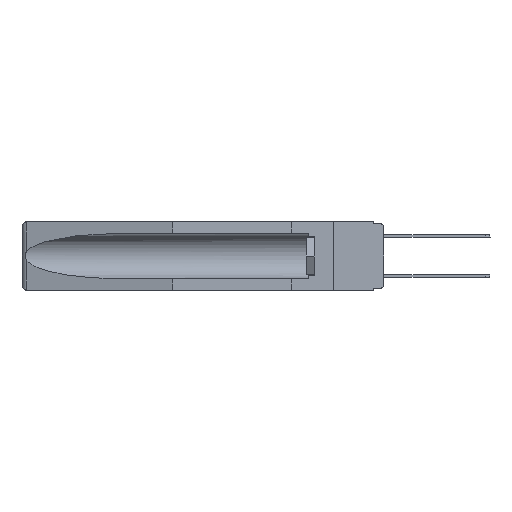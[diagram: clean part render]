
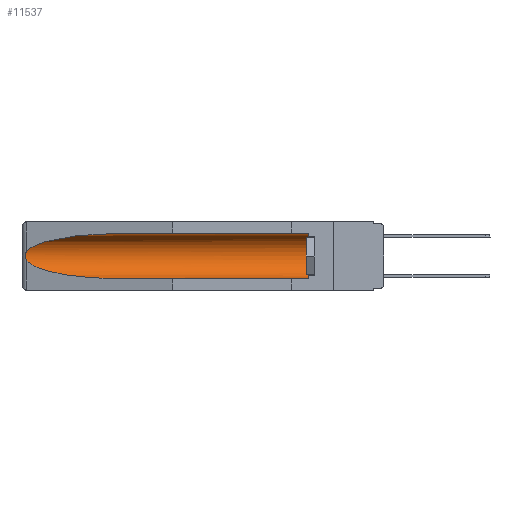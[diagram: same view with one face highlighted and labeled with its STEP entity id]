
A CAD part, left-side view. The second image highlights one B-rep face of the part: STEP entity #11537.
In plain terms, the highlighted cylindrical face has radius 2.857 mm (diameter 5.715 mm), a partial arc.
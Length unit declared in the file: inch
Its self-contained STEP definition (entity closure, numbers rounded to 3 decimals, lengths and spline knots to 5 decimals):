
#1068 = CARTESIAN_POINT ( 'NONE',  ( 0.21114, 1.30732, -0.059 ) ) ;
#1140 = CARTESIAN_POINT ( 'NONE',  ( 0.25451, 1.48313, -0.09465 ) ) ;
#1756 = ORIENTED_EDGE ( 'NONE', *, *, #9127, .T. ) ;
#2101 = EDGE_CURVE ( 'NONE', #18467, #3111, #19382, .T. ) ;
#2464 = DIRECTION ( 'NONE',  ( 0., 1., 0. ) ) ;
#2910 = ORIENTED_EDGE ( 'NONE', *, *, #2101, .F. ) ;
#3111 = VERTEX_POINT ( 'NONE', #8075 ) ;
#3231 = EDGE_CURVE ( 'NONE', #18467, #4623, #5108, .T. ) ;
#3366 = CARTESIAN_POINT ( 'NONE',  ( 0.2673, 1.53269, -0.17917 ) ) ;
#3391 =( BOUNDED_CURVE ( )  B_SPLINE_CURVE ( 3, ( #4257, #1068, #1140, #15188 ),
 .UNSPECIFIED., .F., .F. ) 
 B_SPLINE_CURVE_WITH_KNOTS ( ( 4, 4 ),
 ( 4.71239, 6.08839 ),
 .UNSPECIFIED. ) 
 CURVE ( )  GEOMETRIC_REPRESENTATION_ITEM ( )  RATIONAL_B_SPLINE_CURVE ( ( 1., 0.848, 0.848, 1. ) ) 
 REPRESENTATION_ITEM ( '' )  );
#3648 = ORIENTED_EDGE ( 'NONE', *, *, #10788, .T. ) ;
#3840 = VECTOR ( 'NONE', #15530, 39.37008 ) ;
#3916 = CARTESIAN_POINT ( 'NONE',  ( 0.155, -0.30754, -0.1715 ) ) ;
#4257 = CARTESIAN_POINT ( 'NONE',  ( 0.155, 1.07973, -0.059 ) ) ;
#4393 = CARTESIAN_POINT ( 'NONE',  ( 0.155, -0.30754, -0.059 ) ) ;
#4623 = VERTEX_POINT ( 'NONE', #8061 ) ;
#4784 = ORIENTED_EDGE ( 'NONE', *, *, #17703, .T. ) ;
#5108 = CIRCLE ( 'NONE', #9443, 0.1125 ) ;
#5440 = VECTOR ( 'NONE', #18618, 39.37008 ) ;
#5551 = DIRECTION ( 'NONE',  ( 0., 0., 1. ) ) ;
#7590 = CARTESIAN_POINT ( 'NONE',  ( 0.26537, 1.52718, -0.19328 ) ) ;
#7854 = ORIENTED_EDGE ( 'NONE', *, *, #3231, .T. ) ;
#8026 = CARTESIAN_POINT ( 'NONE',  ( 0.26537, 1.52718, -0.14972 ) ) ;
#8061 = CARTESIAN_POINT ( 'NONE',  ( 0.155, 0.126, -0.059 ) ) ;
#8075 = CARTESIAN_POINT ( 'NONE',  ( 0.155, 1.07973, -0.284 ) ) ;
#8081 = CARTESIAN_POINT ( 'NONE',  ( 0.26655, 1.53094, -0.18657 ) ) ;
#8224 = CARTESIAN_POINT ( 'NONE',  ( 0.2675, 1.53308, -0.16763 ) ) ;
#8592 = VERTEX_POINT ( 'NONE', #13136 ) ;
#8908 = CARTESIAN_POINT ( 'NONE',  ( 0.155, 0.126, -0.1715 ) ) ;
#9127 = EDGE_CURVE ( 'NONE', #8592, #18897, #10789, .T. ) ;
#9443 = AXIS2_PLACEMENT_3D ( 'NONE', #8908, #16795, #10314 ) ;
#9756 = EDGE_LOOP ( 'NONE', ( #13473, #1756, #3648, #2910, #7854, #4784 ) ) ;
#10139 = CARTESIAN_POINT ( 'NONE',  ( 0.155, 1.07973, -0.284 ) ) ;
#10314 = DIRECTION ( 'NONE',  ( 0., 0., 1. ) ) ;
#10788 = EDGE_CURVE ( 'NONE', #18897, #3111, #11035, .T. ) ;
#10789 = B_SPLINE_CURVE_WITH_KNOTS ( 'NONE', 3,
 ( #8026, #15973, #16186, #14554, #8224, #14488, #3366, #8081, #12813, #11496 ),
 .UNSPECIFIED., .F., .F.,
 ( 4, 2, 2, 2, 4 ),
 ( 0., 0.00029, 0.00058, 0.00087, 0.00117 ),
 .UNSPECIFIED. ) ;
#11035 =( BOUNDED_CURVE ( )  B_SPLINE_CURVE ( 3, ( #18203, #19839, #16555, #10139 ),
 .UNSPECIFIED., .F., .F. ) 
 B_SPLINE_CURVE_WITH_KNOTS ( ( 4, 4 ),
 ( 0.1948, 1.5708 ),
 .UNSPECIFIED. ) 
 CURVE ( )  GEOMETRIC_REPRESENTATION_ITEM ( )  RATIONAL_B_SPLINE_CURVE ( ( 1., 0.848, 0.848, 1. ) ) 
 REPRESENTATION_ITEM ( '' )  );
#11100 = CARTESIAN_POINT ( 'NONE',  ( 0.155, 0.126, -0.284 ) ) ;
#11496 = CARTESIAN_POINT ( 'NONE',  ( 0.26537, 1.52718, -0.19328 ) ) ;
#11537 = ADVANCED_FACE ( 'NONE', ( #15088 ), #13343, .F. ) ;
#12813 = CARTESIAN_POINT ( 'NONE',  ( 0.26597, 1.5296, -0.19026 ) ) ;
#13136 = CARTESIAN_POINT ( 'NONE',  ( 0.26537, 1.52718, -0.14972 ) ) ;
#13343 = CYLINDRICAL_SURFACE ( 'NONE', #18976, 0.1125 ) ;
#13473 = ORIENTED_EDGE ( 'NONE', *, *, #14464, .T. ) ;
#14464 = EDGE_CURVE ( 'NONE', #18814, #8592, #3391, .T. ) ;
#14488 = CARTESIAN_POINT ( 'NONE',  ( 0.2675, 1.53308, -0.17534 ) ) ;
#14554 = CARTESIAN_POINT ( 'NONE',  ( 0.2673, 1.5327, -0.16383 ) ) ;
#15023 = CARTESIAN_POINT ( 'NONE',  ( 0.155, -0.30754, -0.284 ) ) ;
#15088 = FACE_OUTER_BOUND ( 'NONE', #9756, .T. ) ;
#15188 = CARTESIAN_POINT ( 'NONE',  ( 0.26537, 1.52718, -0.14972 ) ) ;
#15313 = LINE ( 'NONE', #4393, #3840 ) ;
#15530 = DIRECTION ( 'NONE',  ( 0., 1., 0. ) ) ;
#15973 = CARTESIAN_POINT ( 'NONE',  ( 0.26597, 1.52961, -0.15275 ) ) ;
#16186 = CARTESIAN_POINT ( 'NONE',  ( 0.26654, 1.53092, -0.15636 ) ) ;
#16474 = CARTESIAN_POINT ( 'NONE',  ( 0.155, 1.07973, -0.059 ) ) ;
#16555 = CARTESIAN_POINT ( 'NONE',  ( 0.21114, 1.30732, -0.284 ) ) ;
#16795 = DIRECTION ( 'NONE',  ( 0., -1., 0. ) ) ;
#17703 = EDGE_CURVE ( 'NONE', #4623, #18814, #15313, .T. ) ;
#18203 = CARTESIAN_POINT ( 'NONE',  ( 0.26537, 1.52718, -0.19328 ) ) ;
#18467 = VERTEX_POINT ( 'NONE', #11100 ) ;
#18618 = DIRECTION ( 'NONE',  ( 0., 1., 0. ) ) ;
#18814 = VERTEX_POINT ( 'NONE', #16474 ) ;
#18897 = VERTEX_POINT ( 'NONE', #7590 ) ;
#18976 = AXIS2_PLACEMENT_3D ( 'NONE', #3916, #2464, #5551 ) ;
#19382 = LINE ( 'NONE', #15023, #5440 ) ;
#19839 = CARTESIAN_POINT ( 'NONE',  ( 0.25451, 1.48313, -0.24835 ) ) ;
